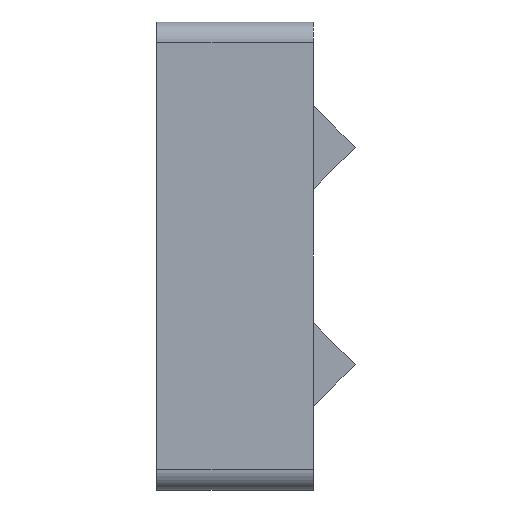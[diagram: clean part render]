
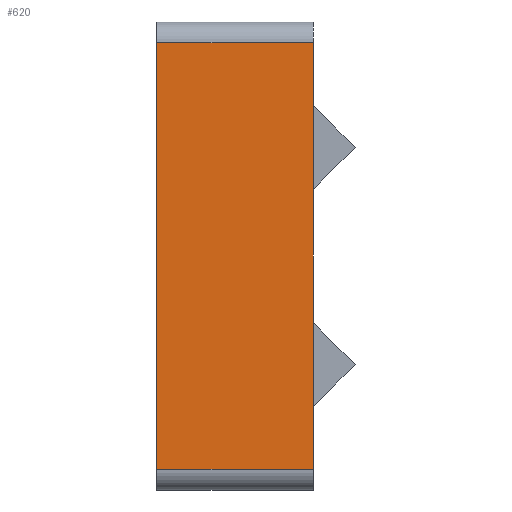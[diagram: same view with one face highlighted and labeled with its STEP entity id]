
A CAD part, front view. The second image highlights one B-rep face of the part: STEP entity #620.
In plain terms, the highlighted planar face has unit normal (0, -1, 0).
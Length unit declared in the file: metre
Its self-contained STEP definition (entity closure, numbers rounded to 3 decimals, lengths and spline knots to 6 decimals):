
#78=ORIENTED_EDGE('',*,*,#239,.T.);
#79=ORIENTED_EDGE('',*,*,#217,.T.);
#80=ORIENTED_EDGE('',*,*,#240,.T.);
#81=ORIENTED_EDGE('',*,*,#241,.F.);
#217=EDGE_CURVE('',#303,#302,#357,.T.);
#239=EDGE_CURVE('',#319,#303,#376,.F.);
#240=EDGE_CURVE('',#302,#320,#377,.T.);
#241=EDGE_CURVE('',#319,#320,#378,.T.);
#302=VERTEX_POINT('',#915);
#303=VERTEX_POINT('',#917);
#319=VERTEX_POINT('',#961);
#320=VERTEX_POINT('',#963);
#357=LINE('',#916,#430);
#376=LINE('',#960,#449);
#377=LINE('',#962,#450);
#378=LINE('',#964,#451);
#430=VECTOR('',#734,1.);
#449=VECTOR('',#771,1.);
#450=VECTOR('',#772,1.);
#451=VECTOR('',#773,1.);
#504=EDGE_LOOP('',(#78,#79,#80,#81));
#549=FACE_BOUND('',#504,.T.);
#591=PLANE('',#678);
#620=ADVANCED_FACE('',(#549),#591,.T.);
#678=AXIS2_PLACEMENT_3D('',#959,#769,#770);
#734=DIRECTION('',(0.,0.,-1.));
#769=DIRECTION('',(0.,-1.,0.));
#770=DIRECTION('',(0.,0.,-1.));
#771=DIRECTION('',(1.,0.,0.));
#772=DIRECTION('',(1.,0.,0.));
#773=DIRECTION('',(0.,0.,-1.));
#915=CARTESIAN_POINT('',(-0.002,-0.0575,-0.051));
#916=CARTESIAN_POINT('',(-0.002,-0.0575,0.));
#917=CARTESIAN_POINT('',(-0.002,-0.0575,0.051));
#959=CARTESIAN_POINT('',(-0.0055,-0.0575,0.));
#960=CARTESIAN_POINT('',(-0.0055,-0.0575,0.051));
#961=CARTESIAN_POINT('',(0.0355,-0.0575,0.051));
#962=CARTESIAN_POINT('',(0.0355,-0.0575,-0.051));
#963=CARTESIAN_POINT('',(0.0355,-0.0575,-0.051));
#964=CARTESIAN_POINT('',(0.0355,-0.0575,0.));
